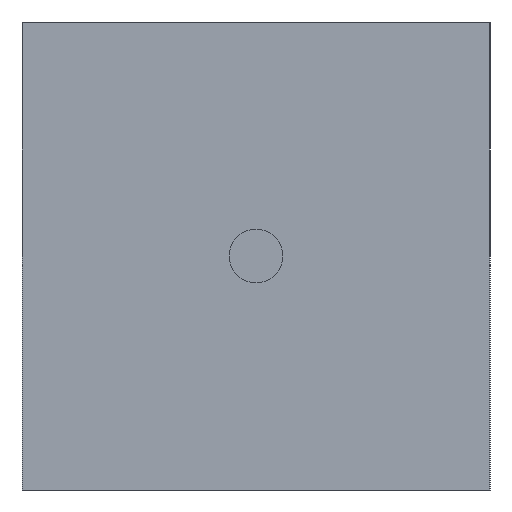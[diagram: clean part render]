
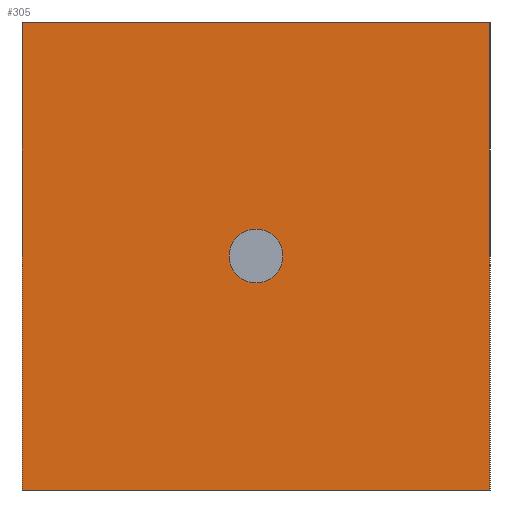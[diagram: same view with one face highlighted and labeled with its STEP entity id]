
A CAD part, left-side view. The second image highlights one B-rep face of the part: STEP entity #305.
In plain terms, the highlighted planar face has unit normal (-1, 0, 0).
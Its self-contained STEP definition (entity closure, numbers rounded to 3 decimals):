
#1 = CARTESIAN_POINT ( 'NONE',  ( -11.11, 0., 0. ) ) ;
#12 = ORIENTED_EDGE ( 'NONE', *, *, #62, .T. ) ;
#13 = ORIENTED_EDGE ( 'NONE', *, *, #225, .F. ) ;
#14 = ORIENTED_EDGE ( 'NONE', *, *, #74, .F. ) ;
#15 = ORIENTED_EDGE ( 'NONE', *, *, #76, .T. ) ;
#16 = ORIENTED_EDGE ( 'NONE', *, *, #237, .T. ) ;
#37 = ORIENTED_EDGE ( 'NONE', *, *, #103, .T. ) ;
#56 = EDGE_LOOP ( 'NONE', ( #37, #16 ) ) ;
#62 = EDGE_CURVE ( 'NONE', #338, #340, #220, .T. ) ;
#74 = EDGE_CURVE ( 'NONE', #348, #334, #198, .T. ) ;
#76 = EDGE_CURVE ( 'NONE', #340, #334, #211, .T. ) ;
#78 = DIRECTION ( 'NONE',  ( 0., 0., -1. ) ) ;
#79 = DIRECTION ( 'NONE',  ( 1., 0., 0. ) ) ;
#103 = EDGE_CURVE ( 'NONE', #335, #345, #202, .T. ) ;
#125 = AXIS2_PLACEMENT_3D ( 'NONE', #160, #128, #129 ) ;
#128 = DIRECTION ( 'NONE',  ( 1., 0., 0. ) ) ;
#129 = DIRECTION ( 'NONE',  ( 0., 0., -1. ) ) ;
#137 = CARTESIAN_POINT ( 'NONE',  ( -11.11, 0., -0.457 ) ) ;
#139 = CARTESIAN_POINT ( 'NONE',  ( -11.11, -3.97, -3.97 ) ) ;
#141 = CARTESIAN_POINT ( 'NONE',  ( -11.11, 3.97, 3.97 ) ) ;
#142 = CARTESIAN_POINT ( 'NONE',  ( -11.11, 3.97, -3.97 ) ) ;
#146 = CARTESIAN_POINT ( 'NONE',  ( -11.11, 0., 0.457 ) ) ;
#160 = CARTESIAN_POINT ( 'NONE',  ( -11.11, -3.97, 3.97 ) ) ;
#163 = PLANE ( 'NONE',  #125 ) ;
#171 = AXIS2_PLACEMENT_3D ( 'NONE', #1, #79, #78 ) ;
#176 = AXIS2_PLACEMENT_3D ( 'NONE', #259, #260, #261 ) ;
#195 = VECTOR ( 'NONE', #353, 1000. ) ;
#198 = LINE ( 'NONE', #359, #210 ) ;
#199 = VECTOR ( 'NONE', #356, 1000. ) ;
#202 = CIRCLE ( 'NONE', #171, 0.457 ) ;
#203 = VECTOR ( 'NONE', #296, 1000. ) ;
#210 = VECTOR ( 'NONE', #358, 1000. ) ;
#211 = LINE ( 'NONE', #229, #203 ) ;
#219 = LINE ( 'NONE', #317, #195 ) ;
#220 = LINE ( 'NONE', #360, #199 ) ;
#225 = EDGE_CURVE ( 'NONE', #338, #348, #219, .T. ) ;
#229 = CARTESIAN_POINT ( 'NONE',  ( -11.11, -3.97, -3.97 ) ) ;
#237 = EDGE_CURVE ( 'NONE', #345, #335, #270, .T. ) ;
#259 = CARTESIAN_POINT ( 'NONE',  ( -11.11, 0., 0. ) ) ;
#260 = DIRECTION ( 'NONE',  ( 1., 0., 0. ) ) ;
#261 = DIRECTION ( 'NONE',  ( 0., 0., -1. ) ) ;
#265 = CARTESIAN_POINT ( 'NONE',  ( -11.11, -3.97, 3.97 ) ) ;
#270 = CIRCLE ( 'NONE', #176, 0.457 ) ;
#288 = FACE_OUTER_BOUND ( 'NONE', #325, .T. ) ;
#290 = FACE_BOUND ( 'NONE', #56, .T. ) ;
#296 = DIRECTION ( 'NONE',  ( 0., -1., 0. ) ) ;
#305 = ADVANCED_FACE ( 'NONE', ( #290, #288 ), #163, .F. ) ;
#317 = CARTESIAN_POINT ( 'NONE',  ( -11.11, -3.97, 3.97 ) ) ;
#325 = EDGE_LOOP ( 'NONE', ( #15, #14, #13, #12 ) ) ;
#334 = VERTEX_POINT ( 'NONE', #139 ) ;
#335 = VERTEX_POINT ( 'NONE', #137 ) ;
#338 = VERTEX_POINT ( 'NONE', #141 ) ;
#340 = VERTEX_POINT ( 'NONE', #142 ) ;
#345 = VERTEX_POINT ( 'NONE', #146 ) ;
#348 = VERTEX_POINT ( 'NONE', #265 ) ;
#353 = DIRECTION ( 'NONE',  ( 0., -1., 0. ) ) ;
#356 = DIRECTION ( 'NONE',  ( 0., 0., -1. ) ) ;
#358 = DIRECTION ( 'NONE',  ( 0., 0., -1. ) ) ;
#359 = CARTESIAN_POINT ( 'NONE',  ( -11.11, -3.97, 3.97 ) ) ;
#360 = CARTESIAN_POINT ( 'NONE',  ( -11.11, 3.97, 3.97 ) ) ;
